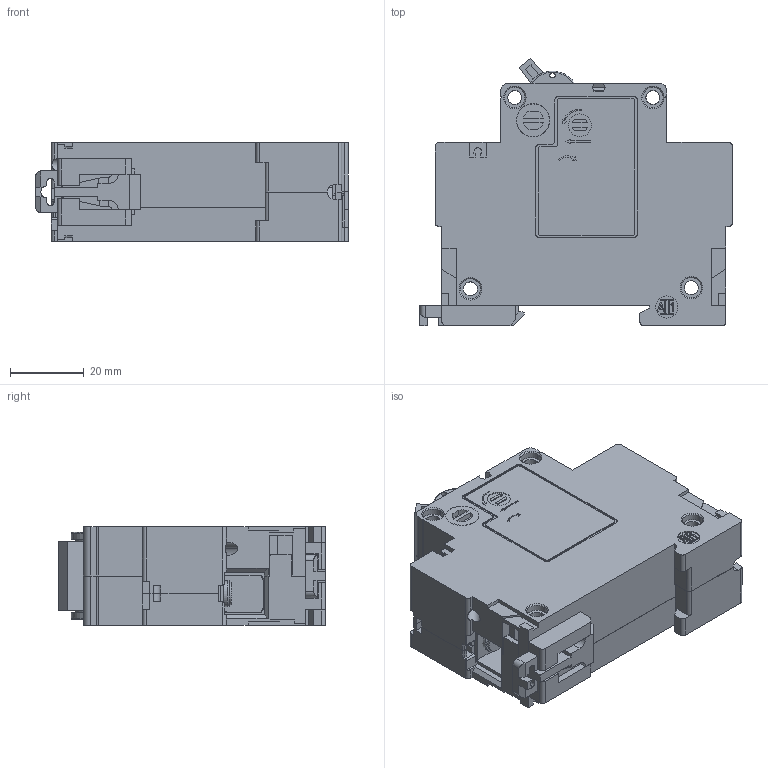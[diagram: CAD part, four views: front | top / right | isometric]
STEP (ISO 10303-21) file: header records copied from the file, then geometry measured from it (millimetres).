
FILE_DESCRIPTION((''),'2;1');
FILE_NAME('DZ158-1P_ASM','2023-03-07T14:41:42',('yanglun'),(''),'CREO PARAMETRIC BY PTC INC, 2020044','CREO PARAMETRIC BY PTC INC, 2020044','');
FILE_SCHEMA(('CONFIG_CONTROL_DESIGN','SHAPE_APPEARANCE_LAYERS_GROUPS'));
Products named in the file (15): 8-253-045_11; 8-271-036_10; 8-574-047-35579; 8-904-006_SOLID_1-46816; 8-904-006_QUILT_1-48208; 8-574-047-48300; 8-904-006_SOLID_1-59537; 8-904-006_QUILT_1-60929; FKS-61021; FKS-61655; ZHISHIJIAN; ASM0005_ASM; 8ZTD005025B1E_; 8ZTD315111B1E_; DZ158-1P_ASM
Assembly tree (14 placements, depth 3):
  DZ158-1P_ASM
    ASM0005_ASM
      8-253-045_11
      8-271-036_10
      8-574-047-35579
      8-904-006_SOLID_1-46816
      8-904-006_QUILT_1-48208
      8-574-047-48300
      8-904-006_SOLID_1-59537
      8-904-006_QUILT_1-60929
      FKS-61021
      FKS-61655
      ZHISHIJIAN
    8ZTD005025B1E_
    8ZTD315111B1E_
Bounding box: 84.63 x 72.39 x 26.8 mm (x, y, z)
Volume: 43247.2 mm3; surface area: 54678.3 mm2
Topology: 11 solids, 36 shells, 3082 faces, 8448 edges, 5526 vertices
Faces by surface type: plane 1908, cylinder 768, bspline 123, torus 105, sphere 65, cone 63, extrusion 50
Entity records: 105980 total; most frequent: CARTESIAN_POINT 25907, ORIENTED_EDGE 16836, DIRECTION 15386, EDGE_CURVE 8427, VECTOR 5834, LINE 5784, VERTEX_POINT 5524, AXIS2_PLACEMENT_3D 4776
